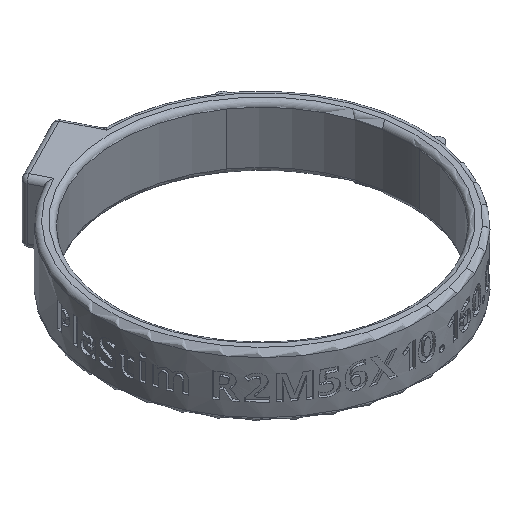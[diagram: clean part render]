
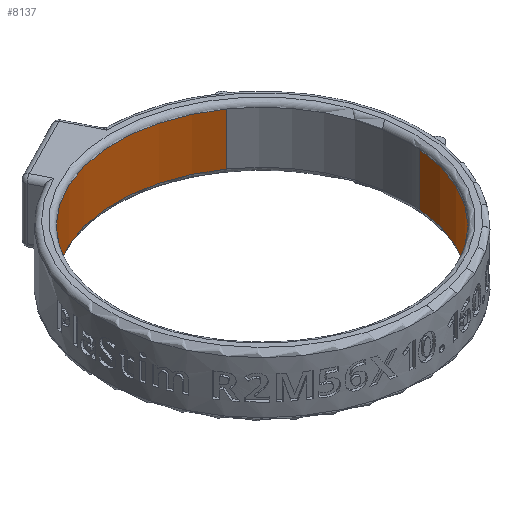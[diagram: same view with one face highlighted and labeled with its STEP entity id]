
A CAD part, isometric view. The second image highlights one B-rep face of the part: STEP entity #8137.
In plain terms, the highlighted cylindrical face has radius 28 mm (diameter 56 mm), a partial arc.
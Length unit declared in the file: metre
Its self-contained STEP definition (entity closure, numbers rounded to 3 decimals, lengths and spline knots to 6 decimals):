
#1082=CIRCLE('',#8665,0.028);
#1085=CIRCLE('',#8669,0.028);
#3498=ORIENTED_EDGE('',*,*,#4741,.T.);
#3499=ORIENTED_EDGE('',*,*,#4750,.T.);
#3500=ORIENTED_EDGE('',*,*,#4748,.F.);
#3501=ORIENTED_EDGE('',*,*,#4751,.F.);
#4741=EDGE_CURVE('',#5553,#5555,#1082,.T.);
#4748=EDGE_CURVE('',#5562,#5563,#1085,.T.);
#4750=EDGE_CURVE('',#5555,#5563,#6069,.T.);
#4751=EDGE_CURVE('',#5553,#5562,#6070,.T.);
#5553=VERTEX_POINT('',#15565);
#5555=VERTEX_POINT('',#15569);
#5562=VERTEX_POINT('',#15584);
#5563=VERTEX_POINT('',#15586);
#6069=LINE('',#15589,#6578);
#6070=LINE('',#15590,#6579);
#6578=VECTOR('',#10183,1.);
#6579=VECTOR('',#10184,1.);
#7074=EDGE_LOOP('',(#3498,#3499,#3500,#3501));
#7578=FACE_BOUND('',#7074,.T.);
#7686=CYLINDRICAL_SURFACE('',#8670,0.028);
#8137=ADVANCED_FACE('',(#7578),#7686,.F.);
#8665=AXIS2_PLACEMENT_3D('',#15570,#10166,#10167);
#8669=AXIS2_PLACEMENT_3D('',#15585,#10178,#10179);
#8670=AXIS2_PLACEMENT_3D('',#15588,#10181,#10182);
#10166=DIRECTION('',(0.,0.,1.));
#10167=DIRECTION('',(1.,0.,0.));
#10178=DIRECTION('',(0.,0.,1.));
#10179=DIRECTION('',(1.,0.,0.));
#10181=DIRECTION('',(0.,0.,-1.));
#10182=DIRECTION('',(-1.,0.,0.));
#10183=DIRECTION('',(0.,0.,-1.));
#10184=DIRECTION('',(0.,0.,-1.));
#15565=CARTESIAN_POINT('',(0.01606,0.022936,0.005));
#15569=CARTESIAN_POINT('',(0.027893,-0.00244,0.005));
#15570=CARTESIAN_POINT('',(0.,0.,0.005));
#15584=CARTESIAN_POINT('',(0.01606,0.022936,-0.005));
#15585=CARTESIAN_POINT('',(0.,0.,-0.005));
#15586=CARTESIAN_POINT('',(0.027893,-0.00244,-0.005));
#15588=CARTESIAN_POINT('',(0.,0.,0.005));
#15589=CARTESIAN_POINT('',(0.027893,-0.00244,0.005));
#15590=CARTESIAN_POINT('',(0.01606,0.022936,0.005));
